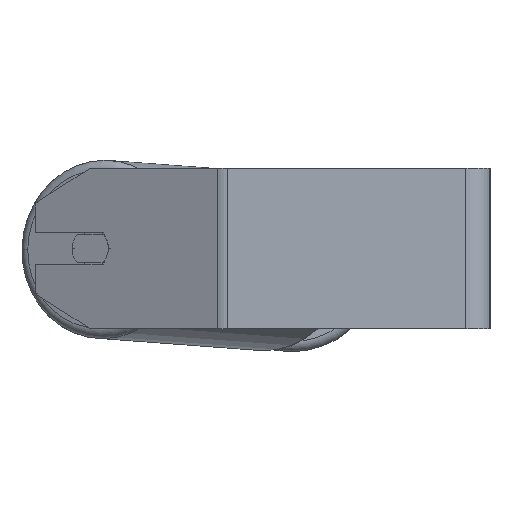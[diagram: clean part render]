
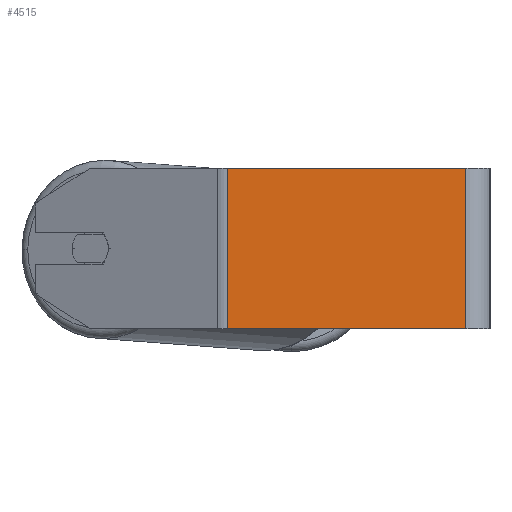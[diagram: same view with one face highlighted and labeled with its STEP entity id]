
A CAD part, left-side view. The second image highlights one B-rep face of the part: STEP entity #4515.
In plain terms, the highlighted planar face has unit normal (-1, 0, 0).
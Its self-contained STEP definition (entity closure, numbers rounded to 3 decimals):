
#131 = DIRECTION ( 'NONE',  ( 1., 0., 0. ) ) ;
#356 = CARTESIAN_POINT ( 'NONE',  ( -360., 133.379, -40. ) ) ;
#390 = DIRECTION ( 'NONE',  ( 0., 0., -1. ) ) ;
#433 = LINE ( 'NONE', #5011, #1283 ) ;
#1054 = DIRECTION ( 'NONE',  ( 0., 0., -1. ) ) ;
#1231 = CARTESIAN_POINT ( 'NONE',  ( -360., 130.718, 40. ) ) ;
#1283 = VECTOR ( 'NONE', #390, 1000. ) ;
#1568 = CARTESIAN_POINT ( 'NONE',  ( -360., 12., 40. ) ) ;
#1753 = CARTESIAN_POINT ( 'NONE',  ( -360., 130.718, -40. ) ) ;
#2135 = VECTOR ( 'NONE', #1054, 1000. ) ;
#2279 = EDGE_CURVE ( 'NONE', #8049, #7185, #433, .T. ) ;
#2311 = EDGE_CURVE ( 'NONE', #3632, #5000, #7141, .T. ) ;
#3508 = PLANE ( 'NONE',  #7957 ) ;
#3632 = VERTEX_POINT ( 'NONE', #1231 ) ;
#3644 = CARTESIAN_POINT ( 'NONE',  ( -360., 133.379, 40. ) ) ;
#4297 = DIRECTION ( 'NONE',  ( 0., -1., 0. ) ) ;
#4490 = VECTOR ( 'NONE', #4297, 1000. ) ;
#4515 = ADVANCED_FACE ( 'NONE', ( #6833 ), #3508, .F. ) ;
#4832 = DIRECTION ( 'NONE',  ( 0., 0., -1. ) ) ;
#5000 = VERTEX_POINT ( 'NONE', #1753 ) ;
#5011 = CARTESIAN_POINT ( 'NONE',  ( -360., 12., 40. ) ) ;
#5138 = ORIENTED_EDGE ( 'NONE', *, *, #5596, .F. ) ;
#5219 = ORIENTED_EDGE ( 'NONE', *, *, #2311, .T. ) ;
#5431 = VECTOR ( 'NONE', #6443, 1000. ) ;
#5596 = EDGE_CURVE ( 'NONE', #3632, #8049, #7671, .T. ) ;
#6206 = CARTESIAN_POINT ( 'NONE',  ( -360., 133.379, 40. ) ) ;
#6443 = DIRECTION ( 'NONE',  ( 0., -1., 0. ) ) ;
#6689 = ORIENTED_EDGE ( 'NONE', *, *, #6948, .T. ) ;
#6772 = CARTESIAN_POINT ( 'NONE',  ( -360., 12., -40. ) ) ;
#6833 = FACE_OUTER_BOUND ( 'NONE', #7977, .T. ) ;
#6948 = EDGE_CURVE ( 'NONE', #5000, #7185, #7096, .T. ) ;
#7096 = LINE ( 'NONE', #356, #4490 ) ;
#7141 = LINE ( 'NONE', #7886, #2135 ) ;
#7185 = VERTEX_POINT ( 'NONE', #6772 ) ;
#7671 = LINE ( 'NONE', #3644, #5431 ) ;
#7886 = CARTESIAN_POINT ( 'NONE',  ( -360., 130.718, 40. ) ) ;
#7957 = AXIS2_PLACEMENT_3D ( 'NONE', #6206, #131, #4832 ) ;
#7977 = EDGE_LOOP ( 'NONE', ( #6689, #8673, #5138, #5219 ) ) ;
#8049 = VERTEX_POINT ( 'NONE', #1568 ) ;
#8673 = ORIENTED_EDGE ( 'NONE', *, *, #2279, .F. ) ;
